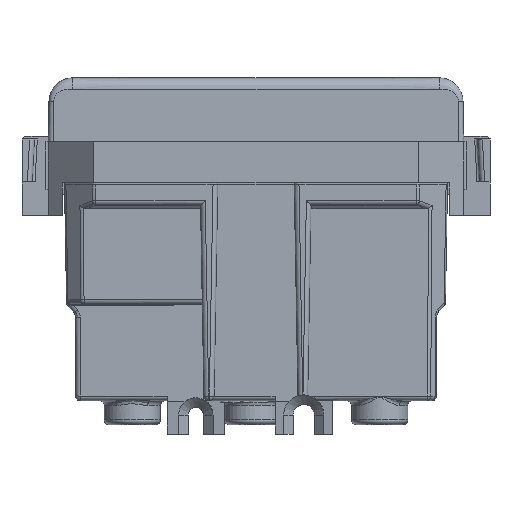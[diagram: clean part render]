
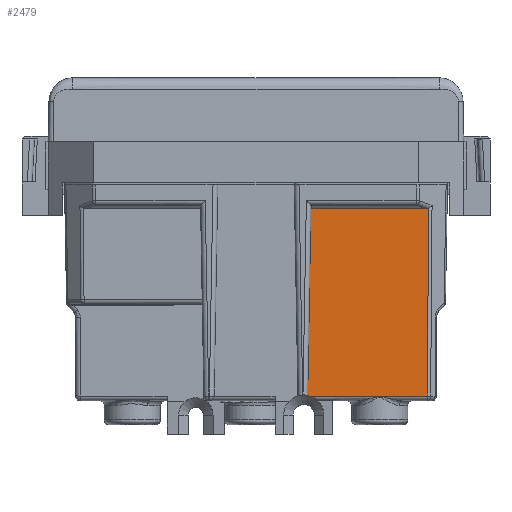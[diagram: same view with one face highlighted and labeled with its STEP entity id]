
A CAD part, left-side view. The second image highlights one B-rep face of the part: STEP entity #2479.
In plain terms, the highlighted face is planar.
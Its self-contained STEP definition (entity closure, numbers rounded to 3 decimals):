
#1981 = CARTESIAN_POINT ( 'NONE',  ( 5.415, -9.165, -22.041 ) ) ;
#2479 = ADVANCED_FACE ( 'NONE', ( #47157 ), #59393, .T. ) ;
#8221 = ORIENTED_EDGE ( 'NONE', *, *, #53179, .F. ) ;
#9544 = CARTESIAN_POINT ( 'NONE',  ( 5.415, -9.165, -22.041 ) ) ;
#10407 = ORIENTED_EDGE ( 'NONE', *, *, #91661, .T. ) ;
#11841 = ORIENTED_EDGE ( 'NONE', *, *, #42052, .T. ) ;
#12863 = CARTESIAN_POINT ( 'NONE',  ( 17.933, -9.164, -22.109 ) ) ;
#13992 = DIRECTION ( 'NONE',  ( 1., 0., 0. ) ) ;
#14611 = DIRECTION ( 'NONE',  ( 1., 0., 0. ) ) ;
#15764 = DIRECTION ( 'NONE',  ( -1., 0., 0. ) ) ;
#15935 = CARTESIAN_POINT ( 'NONE',  ( 5.67, -9.164, -22.11 ) ) ;
#18714 = CARTESIAN_POINT ( 'NONE',  ( 17.883, -9.506, -2.5 ) ) ;
#20163 = VECTOR ( 'NONE', #91035, 1000. ) ;
#20537 = VERTEX_POINT ( 'NONE', #85892 ) ;
#29630 = CARTESIAN_POINT ( 'NONE',  ( 5.756, -9.506, -2.5 ) ) ;
#34969 = CARTESIAN_POINT ( 'NONE',  ( 5.756, -9.506, -2.5 ) ) ;
#37225 = LINE ( 'NONE', #90693, #20163 ) ;
#39406 = EDGE_CURVE ( 'NONE', #68094, #20537, #76461, .T. ) ;
#41236 =( BOUNDED_CURVE ( )  B_SPLINE_CURVE ( 3, ( #9544, #45512, #82380, #53181 ),
 .UNSPECIFIED., .F., .F. ) 
 B_SPLINE_CURVE_WITH_KNOTS ( ( 4, 4 ),
 ( 3.341, 3.466 ),
 .UNSPECIFIED. ) 
 CURVE ( )  GEOMETRIC_REPRESENTATION_ITEM ( )  RATIONAL_B_SPLINE_CURVE ( ( 1., 0.999, 0.999, 1. ) ) 
 REPRESENTATION_ITEM ( '' )  );
#41269 = CARTESIAN_POINT ( 'NONE',  ( 17.765, -9.506, -2.5 ) ) ;
#42052 = EDGE_CURVE ( 'NONE', #55889, #20537, #50687, .T. ) ;
#45512 = CARTESIAN_POINT ( 'NONE',  ( 5.501, -9.165, -22.059 ) ) ;
#47157 = FACE_OUTER_BOUND ( 'NONE', #86336, .T. ) ;
#47173 = LINE ( 'NONE', #57346, #49423 ) ;
#48693 = VERTEX_POINT ( 'NONE', #15935 ) ;
#49157 = VECTOR ( 'NONE', #14611, 1000. ) ;
#49423 = VECTOR ( 'NONE', #13992, 1000. ) ;
#50687 =( BOUNDED_CURVE ( )  B_SPLINE_CURVE ( 3, ( #84808, #55610, #18714, #41269 ),
 .UNSPECIFIED., .F., .F. ) 
 B_SPLINE_CURVE_WITH_KNOTS ( ( 4, 4 ),
 ( 3.664, 4.178 ),
 .UNSPECIFIED. ) 
 CURVE ( )  GEOMETRIC_REPRESENTATION_ITEM ( )  RATIONAL_B_SPLINE_CURVE ( ( 1., 0.978, 0.978, 1. ) ) 
 REPRESENTATION_ITEM ( '' )  );
#52736 = DIRECTION ( 'NONE',  ( 0., -1., -0.017 ) ) ;
#53179 = EDGE_CURVE ( 'NONE', #91256, #68094, #37225, .T. ) ;
#53181 = CARTESIAN_POINT ( 'NONE',  ( 5.67, -9.164, -22.11 ) ) ;
#55610 = CARTESIAN_POINT ( 'NONE',  ( 17.988, -9.507, -2.476 ) ) ;
#55889 = VERTEX_POINT ( 'NONE', #65526 ) ;
#57346 = CARTESIAN_POINT ( 'NONE',  ( 5.414, -9.164, -22.11 ) ) ;
#58170 = EDGE_CURVE ( 'NONE', #91256, #48693, #41236, .T. ) ;
#59393 = PLANE ( 'NONE',  #79612 ) ;
#61819 = DIRECTION ( 'NONE',  ( 0.007, -0.017, 1. ) ) ;
#65526 = CARTESIAN_POINT ( 'NONE',  ( 18.075, -9.508, -2.43 ) ) ;
#66628 = LINE ( 'NONE', #90511, #92825 ) ;
#68094 = VERTEX_POINT ( 'NONE', #34969 ) ;
#76461 = LINE ( 'NONE', #29630, #49157 ) ;
#78270 = ORIENTED_EDGE ( 'NONE', *, *, #83871, .T. ) ;
#79612 = AXIS2_PLACEMENT_3D ( 'NONE', #88299, #52736, #15764 ) ;
#82380 = CARTESIAN_POINT ( 'NONE',  ( 5.586, -9.165, -22.082 ) ) ;
#83871 = EDGE_CURVE ( 'NONE', #92669, #55889, #66628, .T. ) ;
#84808 = CARTESIAN_POINT ( 'NONE',  ( 18.075, -9.508, -2.43 ) ) ;
#85892 = CARTESIAN_POINT ( 'NONE',  ( 17.765, -9.506, -2.5 ) ) ;
#86336 = EDGE_LOOP ( 'NONE', ( #8221, #88556, #10407, #78270, #11841, #86818 ) ) ;
#86818 = ORIENTED_EDGE ( 'NONE', *, *, #39406, .F. ) ;
#88299 = CARTESIAN_POINT ( 'NONE',  ( 18.3, -9.55, 0. ) ) ;
#88556 = ORIENTED_EDGE ( 'NONE', *, *, #58170, .T. ) ;
#90511 = CARTESIAN_POINT ( 'NONE',  ( 17.933, -9.164, -22.109 ) ) ;
#90693 = CARTESIAN_POINT ( 'NONE',  ( 5.414, -9.164, -22.11 ) ) ;
#91035 = DIRECTION ( 'NONE',  ( 0.017, -0.017, 1. ) ) ;
#91256 = VERTEX_POINT ( 'NONE', #1981 ) ;
#91661 = EDGE_CURVE ( 'NONE', #48693, #92669, #47173, .T. ) ;
#92669 = VERTEX_POINT ( 'NONE', #12863 ) ;
#92825 = VECTOR ( 'NONE', #61819, 1000. ) ;
